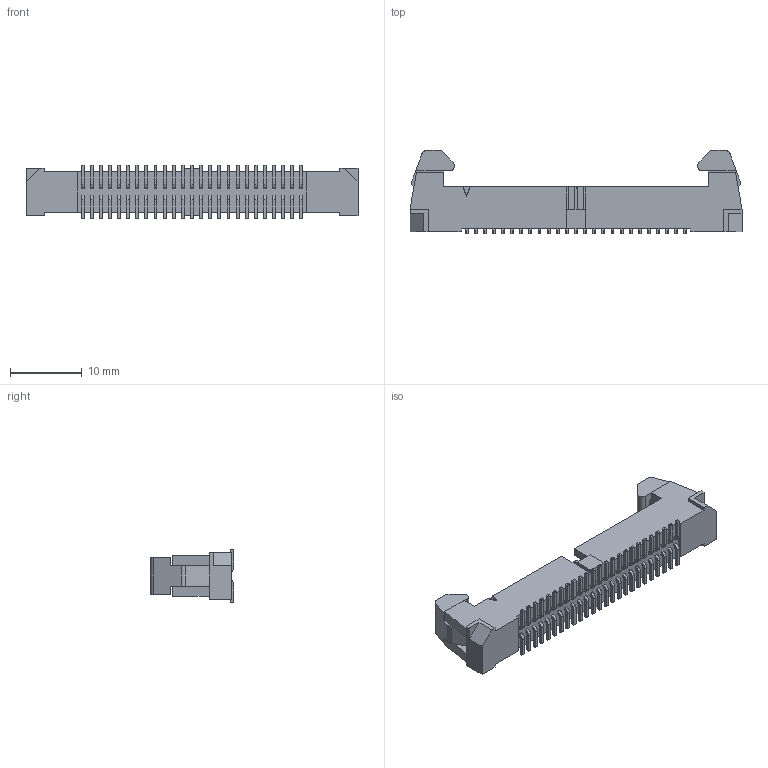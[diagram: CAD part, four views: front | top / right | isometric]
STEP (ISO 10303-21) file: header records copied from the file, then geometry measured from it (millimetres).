
FILE_DESCRIPTION(/* description */ ('STEP AP214'),/* implementation_level */ '2;1');
FILE_NAME(/* name */ 'EHF-125-01-L-D-SM',/* time_stamp */ '2023-03-02T10:59:36+01:00',/* author */ ('License CC BY-ND 4.0'),/* organization */ ('CADENAS'),/* preprocessor_version */ 'ST-DEVELOPER v18.102',/* originating_system */ 'PARTsolutions',/* authorisation */ ' ');
FILE_SCHEMA (('AUTOMOTIVE_DESIGN {1 0 10303 214 3 1 1}'));
Length unit declared in the file: inch
Products named in the file (4): EHF-125-01-L-D-SM; T-1S15-02-25-D-SM; EHF-First_Position_Indicator; EHF-125-01-D_header
Assembly tree (3 placements, depth 2):
  EHF-125-01-L-D-SM
    T-1S15-02-25-D-SM
    EHF-First_Position_Indicator
    EHF-125-01-D_header
Bounding box: 46.23 x 11.56 x 7.52 mm (x, y, z)
Volume: 1471.6 mm3; surface area: 2562.1 mm2
Topology: 3 solids, 3 shells, 903 faces, 2673 edges, 1776 vertices
Faces by surface type: plane 795, cylinder 108
Entity records: 29824 total; most frequent: CARTESIAN_POINT 5356, ORIENTED_EDGE 5346, DIRECTION 4703, EDGE_CURVE 2673, LINE 2457, VECTOR 2457, VERTEX_POINT 1776, AXIS2_PLACEMENT_3D 1123
